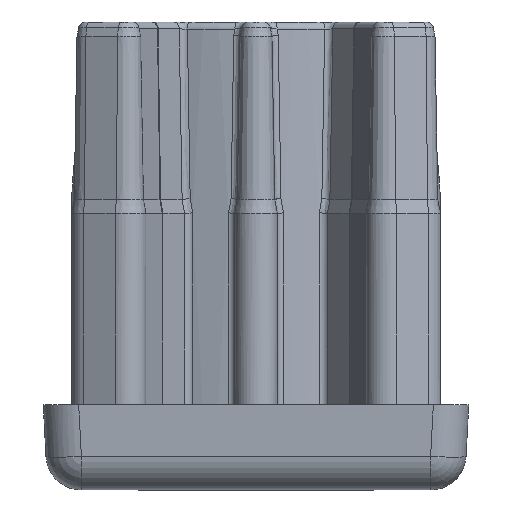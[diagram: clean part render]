
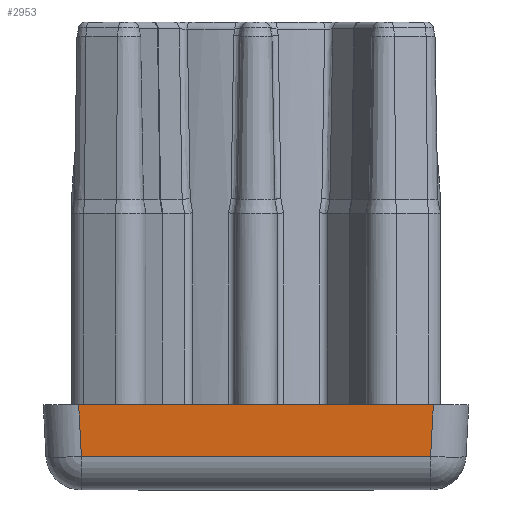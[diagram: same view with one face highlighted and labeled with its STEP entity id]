
A CAD part, front view. The second image highlights one B-rep face of the part: STEP entity #2953.
In plain terms, the highlighted planar face has unit normal (0, -0.999, -0.052).
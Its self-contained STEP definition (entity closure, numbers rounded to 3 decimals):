
#515 = DIRECTION ( 'NONE',  ( 0., 0.052, -0.999 ) ) ;
#983 = CARTESIAN_POINT ( 'NONE',  ( -12.313, -24.81, -3.631 ) ) ;
#1511 = LINE ( 'NONE', #4572, #12811 ) ;
#1555 = DIRECTION ( 'NONE',  ( 1., 0., 0. ) ) ;
#1885 = CARTESIAN_POINT ( 'NONE',  ( 12.428, -24.925, -1.434 ) ) ;
#2953 = ADVANCED_FACE ( 'NONE', ( #17506 ), #6409, .T. ) ;
#2960 = EDGE_CURVE ( 'NONE', #23722, #21904, #1511, .T. ) ;
#3073 = VERTEX_POINT ( 'NONE', #16794 ) ;
#4323 = DIRECTION ( 'NONE',  ( 1., 0., 0. ) ) ;
#4572 = CARTESIAN_POINT ( 'NONE',  ( -12.51, -25.007, 0.13 ) ) ;
#5174 = EDGE_CURVE ( 'NONE', #23722, #3073, #21807, .T. ) ;
#5204 = VECTOR ( 'NONE', #4323, 1000. ) ;
#5951 = DIRECTION ( 'NONE',  ( 0.052, -0.052, 0.997 ) ) ;
#6409 = PLANE ( 'NONE',  #22067 ) ;
#6782 = ORIENTED_EDGE ( 'NONE', *, *, #2960, .T. ) ;
#7832 = VECTOR ( 'NONE', #5951, 1000. ) ;
#8521 = CARTESIAN_POINT ( 'NONE',  ( -15., -25., 0. ) ) ;
#8905 = VECTOR ( 'NONE', #1555, 1000. ) ;
#10912 = EDGE_LOOP ( 'NONE', ( #20438, #16788, #15291, #6782 ) ) ;
#12534 = DIRECTION ( 'NONE',  ( 0., -0.999, -0.052 ) ) ;
#12811 = VECTOR ( 'NONE', #18555, 1000. ) ;
#14181 = CARTESIAN_POINT ( 'NONE',  ( -15., -25., 0. ) ) ;
#14386 = LINE ( 'NONE', #1885, #7832 ) ;
#14853 = LINE ( 'NONE', #25538, #8905 ) ;
#15291 = ORIENTED_EDGE ( 'NONE', *, *, #5174, .F. ) ;
#15401 = CARTESIAN_POINT ( 'NONE',  ( 12.313, -24.81, -3.631 ) ) ;
#15936 = VERTEX_POINT ( 'NONE', #15401 ) ;
#16788 = ORIENTED_EDGE ( 'NONE', *, *, #24726, .T. ) ;
#16794 = CARTESIAN_POINT ( 'NONE',  ( 12.503, -25., 0. ) ) ;
#17506 = FACE_OUTER_BOUND ( 'NONE', #10912, .T. ) ;
#18555 = DIRECTION ( 'NONE',  ( 0.052, 0.052, -0.997 ) ) ;
#20241 = CARTESIAN_POINT ( 'NONE',  ( -12.503, -25., 0. ) ) ;
#20438 = ORIENTED_EDGE ( 'NONE', *, *, #21057, .T. ) ;
#21057 = EDGE_CURVE ( 'NONE', #21904, #15936, #14853, .T. ) ;
#21807 = LINE ( 'NONE', #14181, #5204 ) ;
#21904 = VERTEX_POINT ( 'NONE', #983 ) ;
#22067 = AXIS2_PLACEMENT_3D ( 'NONE', #8521, #12534, #515 ) ;
#23722 = VERTEX_POINT ( 'NONE', #20241 ) ;
#24726 = EDGE_CURVE ( 'NONE', #15936, #3073, #14386, .T. ) ;
#25538 = CARTESIAN_POINT ( 'NONE',  ( -15., -24.81, -3.631 ) ) ;
